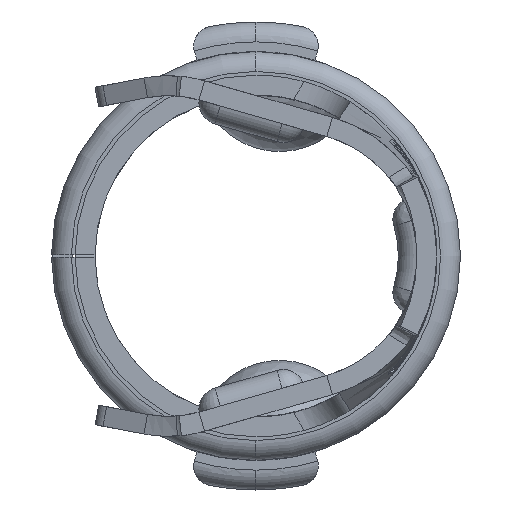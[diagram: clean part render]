
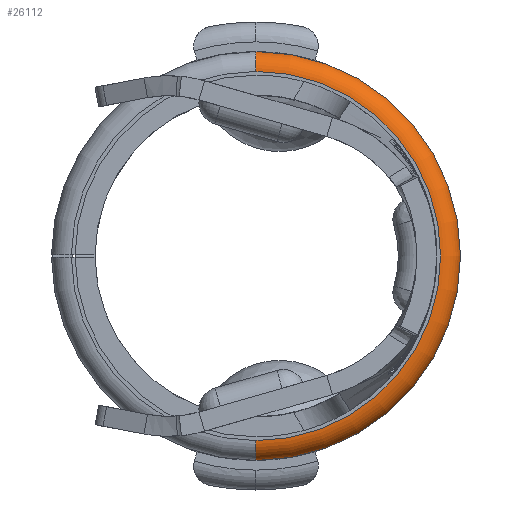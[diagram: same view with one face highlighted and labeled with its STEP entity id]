
A CAD part, left-side view. The second image highlights one B-rep face of the part: STEP entity #26112.
In plain terms, the highlighted toroidal (fillet/blend) face has major radius 3.772 mm and minor radius 0.406 mm.
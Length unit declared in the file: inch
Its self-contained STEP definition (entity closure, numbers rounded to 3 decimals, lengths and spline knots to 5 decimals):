
#75 = FACE_OUTER_BOUND ( 'NONE', #22557, .T. ) ;
#596 = CARTESIAN_POINT ( 'NONE',  ( 0.96, 0.0295, 0. ) ) ;
#1019 = DIRECTION ( 'NONE',  ( 0., 1., 0. ) ) ;
#1094 = ORIENTED_EDGE ( 'NONE', *, *, #7275, .T. ) ;
#1347 = ORIENTED_EDGE ( 'NONE', *, *, #11302, .F. ) ;
#2719 = AXIS2_PLACEMENT_3D ( 'NONE', #30019, #7614, #17547 ) ;
#3323 = AXIS2_PLACEMENT_3D ( 'NONE', #596, #10562, #20517 ) ;
#3823 = CARTESIAN_POINT ( 'NONE',  ( 0.976, 0.0295, -0.1645 ) ) ;
#4090 = CIRCLE ( 'NONE', #13947, 0.016 ) ;
#4433 = AXIS2_PLACEMENT_3D ( 'NONE', #30017, #7612, #17545 ) ;
#5705 = DIRECTION ( 'NONE',  ( 0., 0., -1. ) ) ;
#6278 = VERTEX_POINT ( 'NONE', #14425 ) ;
#7275 = EDGE_CURVE ( 'NONE', #6278, #31180, #20971, .T. ) ;
#7612 = DIRECTION ( 'NONE',  ( 1., 0., 0. ) ) ;
#7614 = DIRECTION ( 'NONE',  ( 0., -1., 0. ) ) ;
#10562 = DIRECTION ( 'NONE',  ( -1., 0., 0. ) ) ;
#10979 = DIRECTION ( 'NONE',  ( 0., 0., 1. ) ) ;
#11302 = EDGE_CURVE ( 'NONE', #6278, #16107, #21545, .T. ) ;
#12592 = CARTESIAN_POINT ( 'NONE',  ( 0.96, 0.0295, 0.1485 ) ) ;
#12764 = EDGE_CURVE ( 'NONE', #16107, #16134, #4090, .T. ) ;
#13560 = EDGE_CURVE ( 'NONE', #16134, #31180, #16604, .T. ) ;
#13947 = AXIS2_PLACEMENT_3D ( 'NONE', #23402, #1019, #10979 ) ;
#14425 = CARTESIAN_POINT ( 'NONE',  ( 0.96, 0.0295, -0.1485 ) ) ;
#16107 = VERTEX_POINT ( 'NONE', #12592 ) ;
#16134 = VERTEX_POINT ( 'NONE', #22726 ) ;
#16604 = CIRCLE ( 'NONE', #30768, 0.1645 ) ;
#17545 = DIRECTION ( 'NONE',  ( 0., 0., -1. ) ) ;
#17547 = DIRECTION ( 'NONE',  ( 0., 0., -1. ) ) ;
#18093 = CARTESIAN_POINT ( 'NONE',  ( 0.976, 0.0295, 0. ) ) ;
#18494 = TOROIDAL_SURFACE ( 'NONE', #4433, 0.1485, 0.016 ) ;
#20517 = DIRECTION ( 'NONE',  ( 0., 0., -1. ) ) ;
#20971 = CIRCLE ( 'NONE', #2719, 0.016 ) ;
#21545 = CIRCLE ( 'NONE', #3323, 0.1485 ) ;
#21882 = ORIENTED_EDGE ( 'NONE', *, *, #13560, .F. ) ;
#22557 = EDGE_LOOP ( 'NONE', ( #30878, #1347, #1094, #21882 ) ) ;
#22726 = CARTESIAN_POINT ( 'NONE',  ( 0.976, 0.0295, 0.1645 ) ) ;
#23402 = CARTESIAN_POINT ( 'NONE',  ( 0.976, 0.0295, 0.1485 ) ) ;
#26112 = ADVANCED_FACE ( 'NONE', ( #75 ), #18494, .T. ) ;
#28104 = DIRECTION ( 'NONE',  ( 1., 0., 0. ) ) ;
#30017 = CARTESIAN_POINT ( 'NONE',  ( 0.976, 0.0295, 0. ) ) ;
#30019 = CARTESIAN_POINT ( 'NONE',  ( 0.976, 0.0295, -0.1485 ) ) ;
#30768 = AXIS2_PLACEMENT_3D ( 'NONE', #18093, #28104, #5705 ) ;
#30878 = ORIENTED_EDGE ( 'NONE', *, *, #12764, .F. ) ;
#31180 = VERTEX_POINT ( 'NONE', #3823 ) ;
